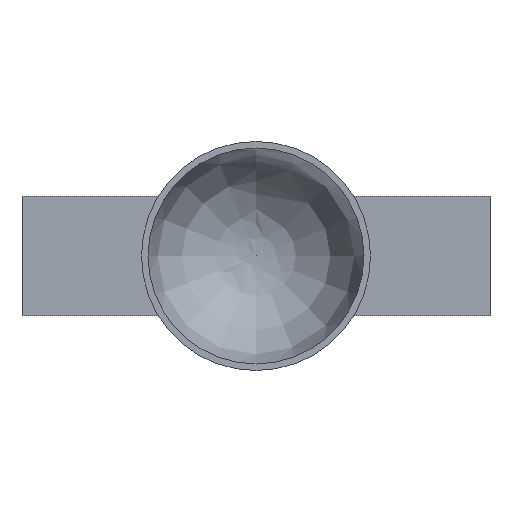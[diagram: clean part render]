
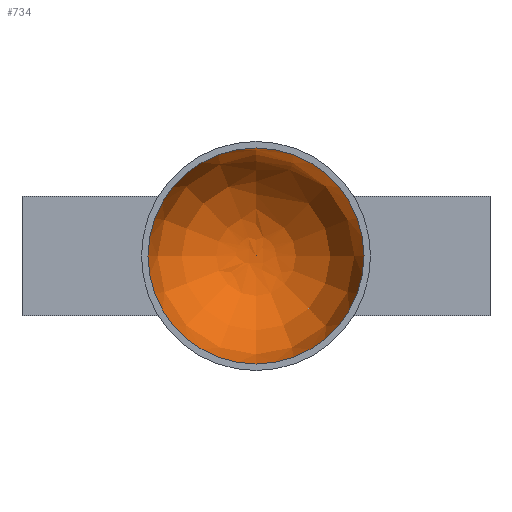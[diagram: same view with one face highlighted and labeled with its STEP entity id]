
A CAD part, front view. The second image highlights one B-rep face of the part: STEP entity #734.
In plain terms, the highlighted free-form (B-spline) face has degree [2, 2] with [5, 9] control points.
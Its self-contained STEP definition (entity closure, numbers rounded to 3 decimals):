
#209=FACE_OUTER_BOUND('',#257,.T.);
#257=EDGE_LOOP('',(#519,#520,#521));
#310=CIRCLE('',#805,15.7);
#311=CIRCLE('',#806,16.5);
#346=VERTEX_POINT('',#1173);
#347=VERTEX_POINT('',#1174);
#412=EDGE_CURVE('',#346,#347,#310,.T.);
#413=EDGE_CURVE('',#347,#347,#311,.T.);
#519=ORIENTED_EDGE('',*,*,#412,.T.);
#520=ORIENTED_EDGE('',*,*,#413,.F.);
#521=ORIENTED_EDGE('',*,*,#412,.F.);
#733=(
BOUNDED_SURFACE()
B_SPLINE_SURFACE(2,2,((#1128,#1129,#1130,#1131,#1132,#1133,#1134,#1135,
#1136),(#1137,#1138,#1139,#1140,#1141,#1142,#1143,#1144,#1145),(#1146,#1147,
#1148,#1149,#1150,#1151,#1152,#1153,#1154),(#1155,#1156,#1157,#1158,#1159,
#1160,#1161,#1162,#1163),(#1164,#1165,#1166,#1167,#1168,#1169,#1170,#1171,
#1172)),.UNSPECIFIED.,.F.,.T.,.F.)
B_SPLINE_SURFACE_WITH_KNOTS((3,2,3),(3,2,2,2,3),(-1.623,-0.833,
-0.043),(-3.142,-1.571,0.,1.571,
3.142),.UNSPECIFIED.)
GEOMETRIC_REPRESENTATION_ITEM()
RATIONAL_B_SPLINE_SURFACE(((1.,0.707,1.,0.707,1.,
0.707,1.,0.707,1.),(0.923,0.653,
0.923,0.653,0.923,0.653,
0.923,0.653,0.923),(1.,0.707,
1.,0.707,1.,0.707,1.,0.707,1.),(0.923,
0.653,0.923,0.653,0.923,
0.653,0.923,0.653,0.923),
(1.,0.707,1.,0.707,1.,0.707,1.,0.707,
1.)))
REPRESENTATION_ITEM('')
SURFACE()
);
#734=ADVANCED_FACE('',(#209),#733,.T.);
#805=AXIS2_PLACEMENT_3D('',#1175,#890,#891);
#806=AXIS2_PLACEMENT_3D('',#1176,#892,#893);
#890=DIRECTION('center_axis',(1.,0.,0.));
#891=DIRECTION('ref_axis',(0.,0.,
1.));
#892=DIRECTION('center_axis',(0.,1.,0.));
#893=DIRECTION('ref_axis',(0.,0.,-1.));
#1128=CARTESIAN_POINT('Ctrl Pts',(0.,15.,0.));
#1129=CARTESIAN_POINT('Ctrl Pts',(0.,15.,0.));
#1130=CARTESIAN_POINT('Ctrl Pts',(0.,15.,0.));
#1131=CARTESIAN_POINT('Ctrl Pts',(0.,15.,0.));
#1132=CARTESIAN_POINT('Ctrl Pts',(0.,15.,0.));
#1133=CARTESIAN_POINT('Ctrl Pts',(0.,15.,0.));
#1134=CARTESIAN_POINT('Ctrl Pts',(0.,15.,0.));
#1135=CARTESIAN_POINT('Ctrl Pts',(0.,15.,0.));
#1136=CARTESIAN_POINT('Ctrl Pts',(0.,15.,0.));
#1137=CARTESIAN_POINT('Ctrl Pts',(0.,15.34,6.534));
#1138=CARTESIAN_POINT('Ctrl Pts',(-6.534,15.34,6.534));
#1139=CARTESIAN_POINT('Ctrl Pts',(-6.534,15.34,0.));
#1140=CARTESIAN_POINT('Ctrl Pts',(-6.534,15.34,-6.534));
#1141=CARTESIAN_POINT('Ctrl Pts',(0.,15.34,-6.534));
#1142=CARTESIAN_POINT('Ctrl Pts',(6.534,15.34,-6.534));
#1143=CARTESIAN_POINT('Ctrl Pts',(6.534,15.34,0.));
#1144=CARTESIAN_POINT('Ctrl Pts',(6.534,15.34,6.534));
#1145=CARTESIAN_POINT('Ctrl Pts',(0.,15.34,6.534));
#1146=CARTESIAN_POINT('Ctrl Pts',(0.,10.938,11.376));
#1147=CARTESIAN_POINT('Ctrl Pts',(-11.376,10.938,11.376));
#1148=CARTESIAN_POINT('Ctrl Pts',(-11.376,10.938,0.));
#1149=CARTESIAN_POINT('Ctrl Pts',(-11.376,10.938,-11.376));
#1150=CARTESIAN_POINT('Ctrl Pts',(0.,10.938,-11.376));
#1151=CARTESIAN_POINT('Ctrl Pts',(11.376,10.938,-11.376));
#1152=CARTESIAN_POINT('Ctrl Pts',(11.376,10.938,0.));
#1153=CARTESIAN_POINT('Ctrl Pts',(11.376,10.938,11.376));
#1154=CARTESIAN_POINT('Ctrl Pts',(0.,10.938,11.376));
#1155=CARTESIAN_POINT('Ctrl Pts',(0.,6.537,16.217));
#1156=CARTESIAN_POINT('Ctrl Pts',(-16.217,6.537,16.217));
#1157=CARTESIAN_POINT('Ctrl Pts',(-16.217,6.537,0.));
#1158=CARTESIAN_POINT('Ctrl Pts',(-16.217,6.537,-16.217));
#1159=CARTESIAN_POINT('Ctrl Pts',(0.,6.537,-16.217));
#1160=CARTESIAN_POINT('Ctrl Pts',(16.217,6.537,-16.217));
#1161=CARTESIAN_POINT('Ctrl Pts',(16.217,6.537,0.));
#1162=CARTESIAN_POINT('Ctrl Pts',(16.217,6.537,16.217));
#1163=CARTESIAN_POINT('Ctrl Pts',(0.,6.537,16.217));
#1164=CARTESIAN_POINT('Ctrl Pts',(0.,0.,16.5));
#1165=CARTESIAN_POINT('Ctrl Pts',(-16.5,0.,16.5));
#1166=CARTESIAN_POINT('Ctrl Pts',(-16.5,0.,0.));
#1167=CARTESIAN_POINT('Ctrl Pts',(-16.5,0.,-16.5));
#1168=CARTESIAN_POINT('Ctrl Pts',(0.,0.,-16.5));
#1169=CARTESIAN_POINT('Ctrl Pts',(16.5,0.,-16.5));
#1170=CARTESIAN_POINT('Ctrl Pts',(16.5,0.,0.));
#1171=CARTESIAN_POINT('Ctrl Pts',(16.5,0.,16.5));
#1172=CARTESIAN_POINT('Ctrl Pts',(0.,0.,16.5));
#1173=CARTESIAN_POINT('',(0.,15.,0.));
#1174=CARTESIAN_POINT('',(0.,0.,16.5));
#1175=CARTESIAN_POINT('Origin',(0.,-0.679,
0.815));
#1176=CARTESIAN_POINT('Origin',(0.,0.,0.));
